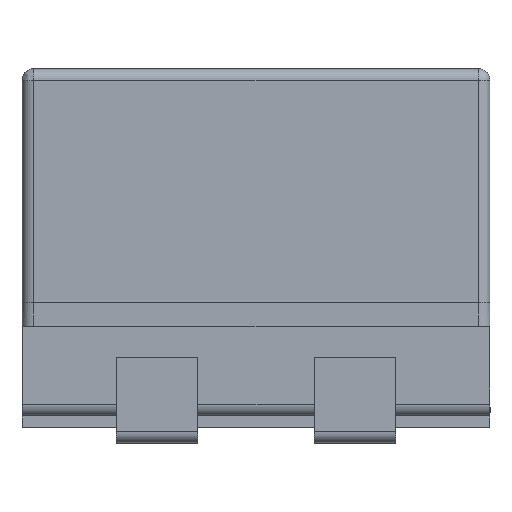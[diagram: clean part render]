
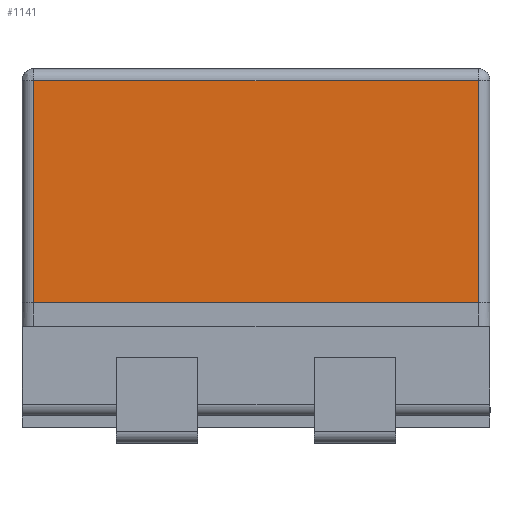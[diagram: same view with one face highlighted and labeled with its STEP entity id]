
A CAD part, left-side view. The second image highlights one B-rep face of the part: STEP entity #1141.
In plain terms, the highlighted planar face has unit normal (-1, 0, 0).
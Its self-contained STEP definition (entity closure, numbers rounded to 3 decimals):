
#108 = EDGE_CURVE ( 'NONE', #5224, #809, #3010, .T. ) ;
#126 = EDGE_LOOP ( 'NONE', ( #3893, #2914, #4872, #2368 ) ) ;
#249 = DIRECTION ( 'NONE',  ( 0., 0., -1. ) ) ;
#361 = CARTESIAN_POINT ( 'NONE',  ( -4.6, -2.85, 1.5 ) ) ;
#545 = PLANE ( 'NONE',  #2412 ) ;
#809 = VERTEX_POINT ( 'NONE', #1878 ) ;
#821 = VECTOR ( 'NONE', #4942, 1000. ) ;
#1141 = ADVANCED_FACE ( 'NONE', ( #2207 ), #545, .T. ) ;
#1165 = VECTOR ( 'NONE', #3405, 1000. ) ;
#1175 = DIRECTION ( 'NONE',  ( 0., 0., 1. ) ) ;
#1295 = CARTESIAN_POINT ( 'NONE',  ( -4.6, 0., 0. ) ) ;
#1878 = CARTESIAN_POINT ( 'NONE',  ( -4.6, -2.85, 2.85 ) ) ;
#1918 = EDGE_CURVE ( 'NONE', #3866, #809, #3166, .T. ) ;
#2111 = CARTESIAN_POINT ( 'NONE',  ( -4.6, -2.85, 0. ) ) ;
#2158 = DIRECTION ( 'NONE',  ( -1., 0., 0. ) ) ;
#2161 = EDGE_CURVE ( 'NONE', #5224, #4149, #3951, .T. ) ;
#2207 = FACE_OUTER_BOUND ( 'NONE', #126, .T. ) ;
#2368 = ORIENTED_EDGE ( 'NONE', *, *, #4768, .T. ) ;
#2412 = AXIS2_PLACEMENT_3D ( 'NONE', #3813, #2158, #3758 ) ;
#2426 = CARTESIAN_POINT ( 'NONE',  ( -4.6, 2.85, 2.85 ) ) ;
#2914 = ORIENTED_EDGE ( 'NONE', *, *, #108, .F. ) ;
#2929 = LINE ( 'NONE', #1295, #821 ) ;
#2963 = CARTESIAN_POINT ( 'NONE',  ( -4.6, 0., 2.85 ) ) ;
#3010 = LINE ( 'NONE', #2963, #1165 ) ;
#3166 = LINE ( 'NONE', #361, #3761 ) ;
#3405 = DIRECTION ( 'NONE',  ( 0., -1., 0. ) ) ;
#3560 = CARTESIAN_POINT ( 'NONE',  ( -4.6, 2.85, 1.5 ) ) ;
#3758 = DIRECTION ( 'NONE',  ( 0., -1., 0. ) ) ;
#3761 = VECTOR ( 'NONE', #1175, 1000. ) ;
#3813 = CARTESIAN_POINT ( 'NONE',  ( -4.6, 3., 0. ) ) ;
#3866 = VERTEX_POINT ( 'NONE', #2111 ) ;
#3893 = ORIENTED_EDGE ( 'NONE', *, *, #1918, .T. ) ;
#3951 = LINE ( 'NONE', #3560, #5193 ) ;
#3963 = CARTESIAN_POINT ( 'NONE',  ( -4.6, 2.85, 0. ) ) ;
#4149 = VERTEX_POINT ( 'NONE', #3963 ) ;
#4768 = EDGE_CURVE ( 'NONE', #4149, #3866, #2929, .T. ) ;
#4872 = ORIENTED_EDGE ( 'NONE', *, *, #2161, .T. ) ;
#4942 = DIRECTION ( 'NONE',  ( 0., -1., 0. ) ) ;
#5193 = VECTOR ( 'NONE', #249, 1000. ) ;
#5224 = VERTEX_POINT ( 'NONE', #2426 ) ;
